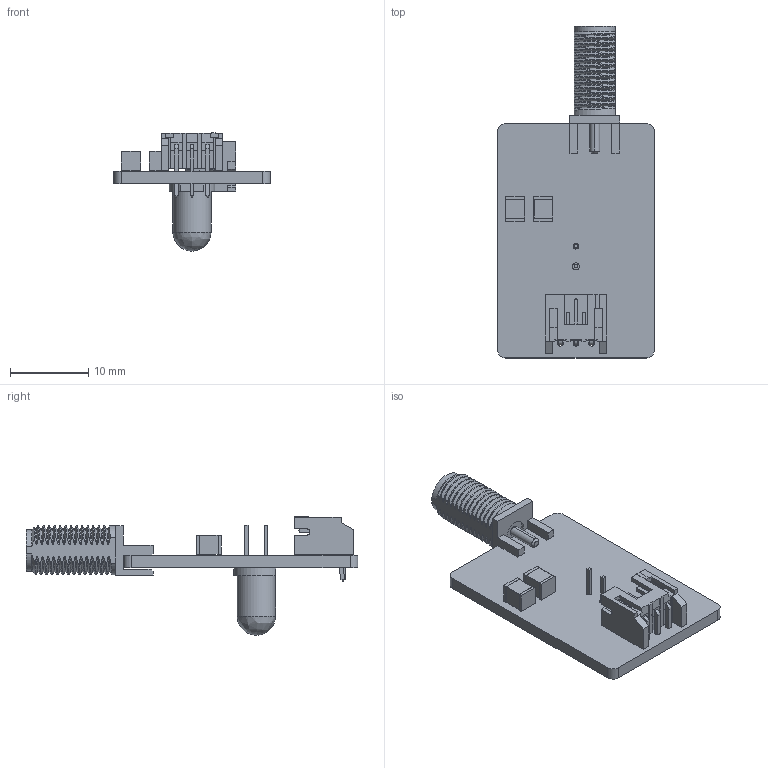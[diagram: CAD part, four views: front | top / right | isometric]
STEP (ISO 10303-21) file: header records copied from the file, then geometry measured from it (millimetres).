
FILE_DESCRIPTION(('KiCad electronic assembly'),'2;1');
FILE_NAME('SFH203_photodetector.step','2023-05-04T12:16:51',('Pcbnew'),( 'Kicad'),'Open CASCADE STEP processor 7.6','KiCad to STEP converter' ,'Unknown');
FILE_SCHEMA(('AUTOMOTIVE_DESIGN { 1 0 10303 214 1 1 1 1 }'));
Length unit declared in the file: millimetre
Products named in the file (10): SFH203_photodetector 1; JST_PH_S3B-PH-K_1x03_P2.00mm_Horizontal; SOLID; C_1210_3225Metric; 732512120; LED_D5.0mm_IRBlack; SFH203_photodetector PCB
Assembly tree (10 placements, depth 3):
  SFH203_photodetector 1
    JST_PH_S3B-PH-K_1x03_P2.00mm_Horizontal
      SOLID
    C_1210_3225Metric  x2
      SOLID
    732512120
      SOLID
    LED_D5.0mm_IRBlack
      SOLID
    SFH203_photodetector PCB
Bounding box: 20 x 42.48 x 15.15 mm (x, y, z)
Volume: 1589.6 mm3; surface area: 2542.6 mm2
Topology: 6 solids, 6 shells, 416 faces, 1375 edges, 983 vertices
Faces by surface type: bspline 401, cylinder 9, plane 6
Full cylindrical faces by diameter (mm): 0.7 x1, 0.75 x3, 0.9 x1
Entity records: 34324 total; most frequent: CARTESIAN_POINT 16028, B_SPLINE_CURVE_WITH_KNOTS 3598, ORIENTED_EDGE 2600, PCURVE 2600, DEFINITIONAL_REPRESENTATION 2600, EDGE_CURVE 1300, SURFACE_CURVE 1293, VERTEX_POINT 935
